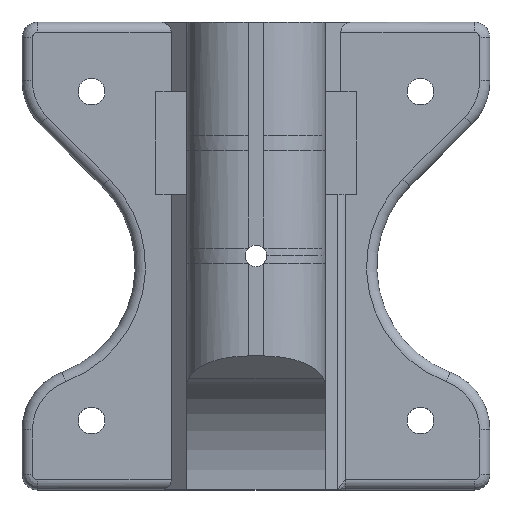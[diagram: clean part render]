
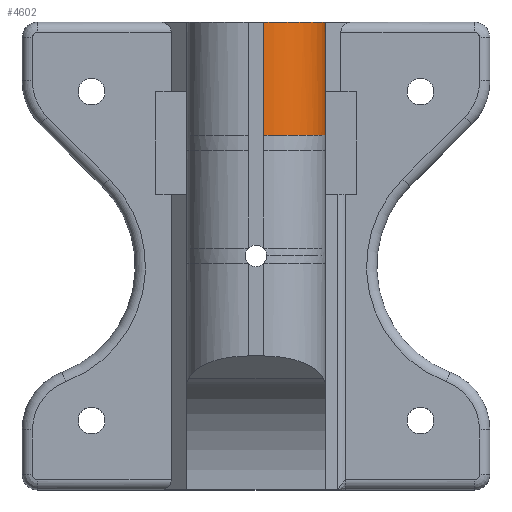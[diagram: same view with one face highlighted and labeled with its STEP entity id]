
A CAD part, top view. The second image highlights one B-rep face of the part: STEP entity #4602.
In plain terms, the highlighted cylindrical face has radius 12 mm (diameter 24 mm), a partial arc.
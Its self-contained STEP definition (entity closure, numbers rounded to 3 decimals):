
#596 = PLANE('',#597);
#597 = AXIS2_PLACEMENT_3D('',#598,#599,#600);
#598 = CARTESIAN_POINT('',(42.,87.5,9.864));
#599 = DIRECTION('',(0.,1.,0.));
#600 = DIRECTION('',(0.,0.,1.));
#1788 = VERTEX_POINT('',#1789);
#1789 = CARTESIAN_POINT('',(43.5,87.5,33.));
#1803 = PLANE('',#1804);
#1804 = AXIS2_PLACEMENT_3D('',#1805,#1806,#1807);
#1805 = CARTESIAN_POINT('',(28.5,-3.5,33.));
#1806 = DIRECTION('',(0.,0.,1.));
#1807 = DIRECTION('',(1.,0.,0.));
#1815 = EDGE_CURVE('',#1788,#1816,#1818,.T.);
#1816 = VERTEX_POINT('',#1817);
#1817 = CARTESIAN_POINT('',(55.5,87.5,21.));
#1818 = SURFACE_CURVE('',#1819,(#1824,#1831),.PCURVE_S1.);
#1819 = CIRCLE('',#1820,12.);
#1820 = AXIS2_PLACEMENT_3D('',#1821,#1822,#1823);
#1821 = CARTESIAN_POINT('',(43.5,87.5,21.));
#1822 = DIRECTION('',(0.,1.,0.));
#1823 = DIRECTION('',(0.,0.,1.));
#1824 = PCURVE('',#596,#1825);
#1825 = DEFINITIONAL_REPRESENTATION('',(#1826),#1830);
#1826 = CIRCLE('',#1827,12.);
#1827 = AXIS2_PLACEMENT_2D('',#1828,#1829);
#1828 = CARTESIAN_POINT('',(11.136,1.5));
#1829 = DIRECTION('',(1.,0.));
#1830 = ( GEOMETRIC_REPRESENTATION_CONTEXT(2) 
PARAMETRIC_REPRESENTATION_CONTEXT() REPRESENTATION_CONTEXT('2D SPACE',''
  ) );
#1831 = PCURVE('',#1832,#1837);
#1832 = CYLINDRICAL_SURFACE('',#1833,12.);
#1833 = AXIS2_PLACEMENT_3D('',#1834,#1835,#1836);
#1834 = CARTESIAN_POINT('',(43.5,22.527,21.));
#1835 = DIRECTION('',(0.,1.,0.));
#1836 = DIRECTION('',(0.,0.,1.));
#1837 = DEFINITIONAL_REPRESENTATION('',(#1838),#1842);
#1838 = LINE('',#1839,#1840);
#1839 = CARTESIAN_POINT('',(0.,64.973));
#1840 = VECTOR('',#1841,1.);
#1841 = DIRECTION('',(1.,0.));
#1842 = ( GEOMETRIC_REPRESENTATION_CONTEXT(2) 
PARAMETRIC_REPRESENTATION_CONTEXT() REPRESENTATION_CONTEXT('2D SPACE',''
  ) );
#1860 = PLANE('',#1861);
#1861 = AXIS2_PLACEMENT_3D('',#1862,#1863,#1864);
#1862 = CARTESIAN_POINT('',(55.5,46.156,16.58));
#1863 = DIRECTION('',(1.,0.,0.));
#1864 = DIRECTION('',(0.,1.,0.));
#4181 = EDGE_CURVE('',#4182,#1816,#4184,.T.);
#4182 = VERTEX_POINT('',#4183);
#4183 = CARTESIAN_POINT('',(55.5,65.47,21.));
#4184 = SURFACE_CURVE('',#4185,(#4189,#4196),.PCURVE_S1.);
#4185 = LINE('',#4186,#4187);
#4186 = CARTESIAN_POINT('',(55.5,22.527,21.));
#4187 = VECTOR('',#4188,1.);
#4188 = DIRECTION('',(0.,1.,0.));
#4189 = PCURVE('',#1860,#4190);
#4190 = DEFINITIONAL_REPRESENTATION('',(#4191),#4195);
#4191 = LINE('',#4192,#4193);
#4192 = CARTESIAN_POINT('',(-23.629,4.42));
#4193 = VECTOR('',#4194,1.);
#4194 = DIRECTION('',(1.,0.));
#4195 = ( GEOMETRIC_REPRESENTATION_CONTEXT(2) 
PARAMETRIC_REPRESENTATION_CONTEXT() REPRESENTATION_CONTEXT('2D SPACE',''
  ) );
#4196 = PCURVE('',#1832,#4197);
#4197 = DEFINITIONAL_REPRESENTATION('',(#4198),#4202);
#4198 = LINE('',#4199,#4200);
#4199 = CARTESIAN_POINT('',(1.571,0.));
#4200 = VECTOR('',#4201,1.);
#4201 = DIRECTION('',(0.,1.));
#4202 = ( GEOMETRIC_REPRESENTATION_CONTEXT(2) 
PARAMETRIC_REPRESENTATION_CONTEXT() REPRESENTATION_CONTEXT('2D SPACE',''
  ) );
#4602 = ADVANCED_FACE('',(#4603),#1832,.T.);
#4603 = FACE_BOUND('',#4604,.T.);
#4604 = EDGE_LOOP('',(#4605,#4667,#4668,#4669));
#4605 = ORIENTED_EDGE('',*,*,#4606,.T.);
#4606 = EDGE_CURVE('',#4607,#4182,#4609,.T.);
#4607 = VERTEX_POINT('',#4608);
#4608 = CARTESIAN_POINT('',(43.5,65.47,33.));
#4609 = SURFACE_CURVE('',#4610,(#4614,#4630),.PCURVE_S1.);
#4610 = ( BOUNDED_CURVE() B_SPLINE_CURVE(2,(#4611,#4612,#4613),
.UNSPECIFIED.,.F.,.F.) B_SPLINE_CURVE_WITH_KNOTS((3,3),(0.,2.939
),.PIECEWISE_BEZIER_KNOTS.) CURVE() GEOMETRIC_REPRESENTATION_ITEM() 
RATIONAL_B_SPLINE_CURVE((1.,0.707,1.)) REPRESENTATION_ITEM('') 
  );
#4611 = CARTESIAN_POINT('',(43.5,65.47,33.));
#4612 = CARTESIAN_POINT('',(55.5,65.47,33.));
#4613 = CARTESIAN_POINT('',(55.5,65.47,21.));
#4614 = PCURVE('',#1832,#4615);
#4615 = DEFINITIONAL_REPRESENTATION('',(#4616),#4629);
#4616 = B_SPLINE_CURVE_WITH_KNOTS('',11,(#4617,#4618,#4619,#4620,#4621,
    #4622,#4623,#4624,#4625,#4626,#4627,#4628),.UNSPECIFIED.,.F.,.F.,(12
    ,12),(0.,2.939),.PIECEWISE_BEZIER_KNOTS.);
#4617 = CARTESIAN_POINT('',(0.,42.943));
#4618 = CARTESIAN_POINT('',(0.129,42.943));
#4619 = CARTESIAN_POINT('',(0.265,42.943));
#4620 = CARTESIAN_POINT('',(0.408,42.943));
#4621 = CARTESIAN_POINT('',(0.556,42.943));
#4622 = CARTESIAN_POINT('',(0.709,42.943));
#4623 = CARTESIAN_POINT('',(0.862,42.943));
#4624 = CARTESIAN_POINT('',(1.015,42.943));
#4625 = CARTESIAN_POINT('',(1.163,42.943));
#4626 = CARTESIAN_POINT('',(1.306,42.943));
#4627 = CARTESIAN_POINT('',(1.442,42.943));
#4628 = CARTESIAN_POINT('',(1.571,42.943));
#4629 = ( GEOMETRIC_REPRESENTATION_CONTEXT(2) 
PARAMETRIC_REPRESENTATION_CONTEXT() REPRESENTATION_CONTEXT('2D SPACE',''
  ) );
#4630 = PCURVE('',#4631,#4662);
#4631 = ( BOUNDED_SURFACE() B_SPLINE_SURFACE(2,9,(
    (#4632,#4633,#4634,#4635,#4636,#4637,#4638,#4639,#4640,#4641)
    ,(#4642,#4643,#4644,#4645,#4646,#4647,#4648,#4649,#4650,#4651)
    ,(#4652,#4653,#4654,#4655,#4656,#4657,#4658,#4659,#4660,#4661
)),.UNSPECIFIED.,.F.,.F.,.F.) B_SPLINE_SURFACE_WITH_KNOTS((3,3),(10,10),
  (0.,2.939),(40.004,42.943),
.PIECEWISE_BEZIER_KNOTS.) GEOMETRIC_REPRESENTATION_ITEM() 
RATIONAL_B_SPLINE_SURFACE((
    (1.,1.,1.,1.,1.,1.,1.,1.,1.,1.)
    ,(0.707,0.717,0.721,0.725
      ,0.726,0.726,0.725,0.721
      ,0.717,0.707)
,(1.,1.,1.,1.,1.,1.,1.,1.,1.,1.))) REPRESENTATION_ITEM('') SURFACE() );
#4632 = CARTESIAN_POINT('',(43.5,62.53,33.));
#4633 = CARTESIAN_POINT('',(43.5,62.857,33.));
#4634 = CARTESIAN_POINT('',(43.509,63.184,33.));
#4635 = CARTESIAN_POINT('',(43.514,63.51,33.));
#4636 = CARTESIAN_POINT('',(43.519,63.837,33.));
#4637 = CARTESIAN_POINT('',(43.519,64.163,33.));
#4638 = CARTESIAN_POINT('',(43.514,64.49,33.));
#4639 = CARTESIAN_POINT('',(43.509,64.816,33.));
#4640 = CARTESIAN_POINT('',(43.5,65.143,33.));
#4641 = CARTESIAN_POINT('',(43.5,65.47,33.));
#4642 = CARTESIAN_POINT('',(55.5,62.53,33.));
#4643 = CARTESIAN_POINT('',(55.184,62.853,33.));
#4644 = CARTESIAN_POINT('',(55.034,63.18,33.));
#4645 = CARTESIAN_POINT('',(54.92,63.507,33.));
#4646 = CARTESIAN_POINT('',(54.883,63.837,33.));
#4647 = CARTESIAN_POINT('',(54.883,64.163,33.));
#4648 = CARTESIAN_POINT('',(54.92,64.493,33.));
#4649 = CARTESIAN_POINT('',(55.034,64.82,33.));
#4650 = CARTESIAN_POINT('',(55.184,65.147,33.));
#4651 = CARTESIAN_POINT('',(55.5,65.47,33.));
#4652 = CARTESIAN_POINT('',(55.5,62.53,21.));
#4653 = CARTESIAN_POINT('',(55.5,62.857,21.32));
#4654 = CARTESIAN_POINT('',(55.5,63.184,21.485));
#4655 = CARTESIAN_POINT('',(55.5,63.51,21.609));
#4656 = CARTESIAN_POINT('',(55.5,63.837,21.652));
#4657 = CARTESIAN_POINT('',(55.5,64.163,21.652));
#4658 = CARTESIAN_POINT('',(55.5,64.49,21.609));
#4659 = CARTESIAN_POINT('',(55.5,64.816,21.485));
#4660 = CARTESIAN_POINT('',(55.5,65.143,21.32));
#4661 = CARTESIAN_POINT('',(55.5,65.47,21.));
#4662 = DEFINITIONAL_REPRESENTATION('',(#4663),#4666);
#4663 = B_SPLINE_CURVE_WITH_KNOTS('',1,(#4664,#4665),.UNSPECIFIED.,.F.,
  .F.,(2,2),(0.,2.939),.PIECEWISE_BEZIER_KNOTS.);
#4664 = CARTESIAN_POINT('',(0.,42.943));
#4665 = CARTESIAN_POINT('',(2.939,42.943));
#4666 = ( GEOMETRIC_REPRESENTATION_CONTEXT(2) 
PARAMETRIC_REPRESENTATION_CONTEXT() REPRESENTATION_CONTEXT('2D SPACE',''
  ) );
#4667 = ORIENTED_EDGE('',*,*,#4181,.T.);
#4668 = ORIENTED_EDGE('',*,*,#1815,.F.);
#4669 = ORIENTED_EDGE('',*,*,#4670,.F.);
#4670 = EDGE_CURVE('',#4607,#1788,#4671,.T.);
#4671 = SURFACE_CURVE('',#4672,(#4676,#4683),.PCURVE_S1.);
#4672 = LINE('',#4673,#4674);
#4673 = CARTESIAN_POINT('',(43.5,22.527,33.));
#4674 = VECTOR('',#4675,1.);
#4675 = DIRECTION('',(0.,1.,0.));
#4676 = PCURVE('',#1832,#4677);
#4677 = DEFINITIONAL_REPRESENTATION('',(#4678),#4682);
#4678 = LINE('',#4679,#4680);
#4679 = CARTESIAN_POINT('',(0.,0.));
#4680 = VECTOR('',#4681,1.);
#4681 = DIRECTION('',(0.,1.));
#4682 = ( GEOMETRIC_REPRESENTATION_CONTEXT(2) 
PARAMETRIC_REPRESENTATION_CONTEXT() REPRESENTATION_CONTEXT('2D SPACE',''
  ) );
#4683 = PCURVE('',#1803,#4684);
#4684 = DEFINITIONAL_REPRESENTATION('',(#4685),#4689);
#4685 = LINE('',#4686,#4687);
#4686 = CARTESIAN_POINT('',(15.,26.027));
#4687 = VECTOR('',#4688,1.);
#4688 = DIRECTION('',(0.,1.));
#4689 = ( GEOMETRIC_REPRESENTATION_CONTEXT(2) 
PARAMETRIC_REPRESENTATION_CONTEXT() REPRESENTATION_CONTEXT('2D SPACE',''
  ) );
